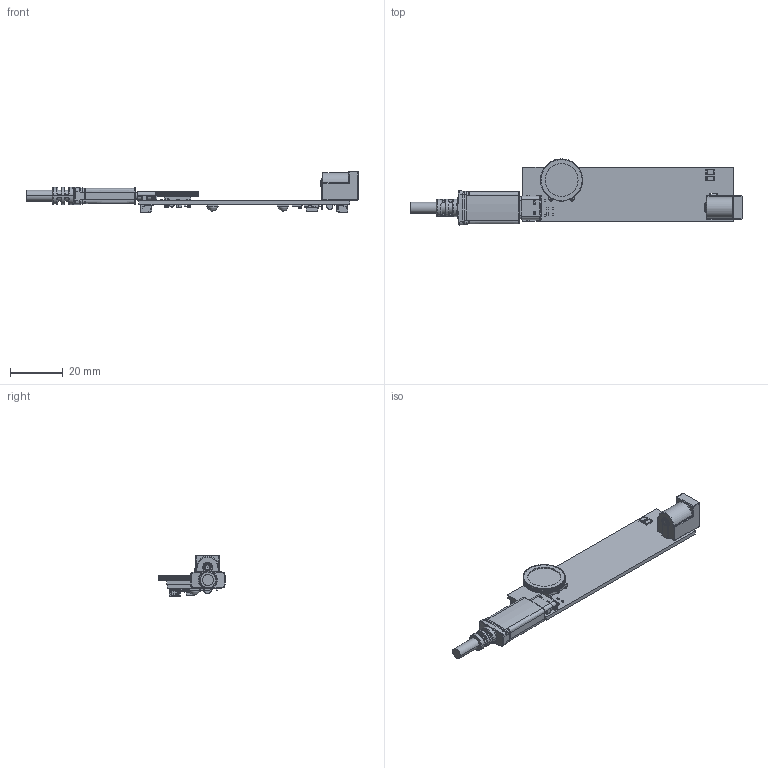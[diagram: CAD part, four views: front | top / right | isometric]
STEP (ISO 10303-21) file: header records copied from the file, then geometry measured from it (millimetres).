
FILE_DESCRIPTION(('KiCad electronic assembly'),'2;1');
FILE_NAME('lz1-led-driver.step','2025-12-29T17:03:15',('Pcbnew'),( 'Kicad'),'Open CASCADE STEP processor 7.8','KiCad to STEP converter' ,'Unknown');
FILE_SCHEMA(('AUTOMOTIVE_DESIGN { 1 0 10303 214 1 1 1 1 }'));
Length unit declared in the file: millimetre
Products named in the file (25): lz1-led-driver 1; C_0402_1005Metric; R_0402_1005Metric; BarrelJack_Pin2mm_MJ-179PH; DC-10A; USB-C_Receptacle_GCT_USB4105-GF-A; lz1-led-driver 1.4.1; PLUG_GENERIC_USB-C; R_1206_3216Metric; R0141-2-20k; SOT-666; WE-PMI-1008; Ferrite; Contact; LZ1-00R802; R_0603_1608Metric; C_0805_2012Metric; QFN-10-1EP_3x3mm_P0.5mm; C_0603_1608Metric; Conn_JST_SH_1x2_SM02B-SRSS-TB-LF-SN; D_SMA; L_Bourns-SRP2512A; SRP2512_Body; SRP2512_Patte; lz1-led-driver_PCB
Assembly tree (51 placements, depth 3):
  lz1-led-driver 1
    C_0402_1005Metric  x8
    R_0402_1005Metric  x11
    BarrelJack_Pin2mm_MJ-179PH
      DC-10A
    USB-C_Receptacle_GCT_USB4105-GF-A
      lz1-led-driver 1.4.1
    PLUG_GENERIC_USB-C
    R_1206_3216Metric  x4
    R0141-2-20k
    SOT-666
    WE-PMI-1008
      Ferrite
      Contact  x2
    LZ1-00R802  x2
    R_0603_1608Metric
    C_0805_2012Metric
    QFN-10-1EP_3x3mm_P0.5mm
    C_0603_1608Metric  x4
    Conn_JST_SH_1x2_SM02B-SRSS-TB-LF-SN  x2
    D_SMA
    L_Bourns-SRP2512A
      SRP2512_Body
      SRP2512_Patte  x2
    lz1-led-driver_PCB
Bounding box: 125.93 x 25.07 x 15.64 mm (x, y, z)
Volume: 6205.2 mm3; surface area: 8901.7 mm2
Topology: 144 solids, 144 shells, 3323 faces, 8362 edges, 5256 vertices
Faces by surface type: plane 2276, cylinder 773, bspline 136, sphere 84, cone 29, torus 25
Full cylindrical faces by diameter (mm): 0.155 x1, 0.65 x2, 1 x3, 1.4 x2, 1.95 x2, 6 x1, 12.5 x1
Entity records: 78272 total; most frequent: CARTESIAN_POINT 15941, ORIENTED_EDGE 12142, DIRECTION 11741, EDGE_CURVE 6071, LINE 4601, VECTOR 4601, VERTEX_POINT 3892, AXIS2_PLACEMENT_3D 3570
